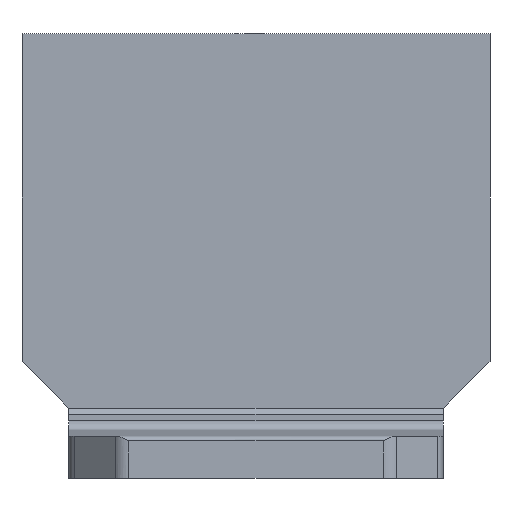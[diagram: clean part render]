
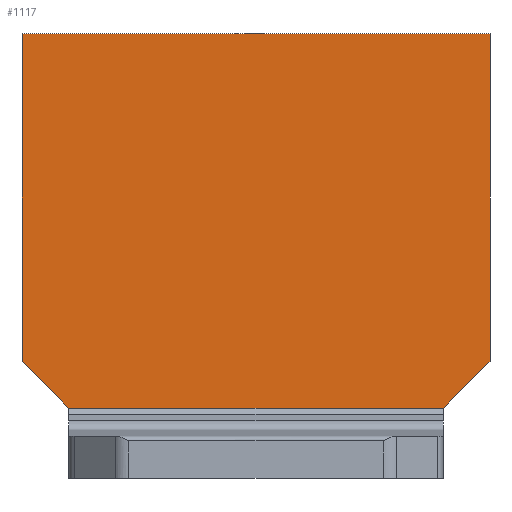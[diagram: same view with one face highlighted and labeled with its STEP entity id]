
A CAD part, front view. The second image highlights one B-rep face of the part: STEP entity #1117.
In plain terms, the highlighted planar face has unit normal (0, -1, 0).
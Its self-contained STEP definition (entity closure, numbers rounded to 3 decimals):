
#467=EDGE_CURVE('',#519,#809,#1278,.T.);
#515=EDGE_CURVE('',#593,#519,#1331,.T.);
#519=VERTEX_POINT('',#1335);
#579=EDGE_CURVE('',#659,#593,#1401,.T.);
#593=VERTEX_POINT('',#1415);
#651=EDGE_CURVE('',#697,#659,#1479,.T.);
#659=VERTEX_POINT('',#1488);
#697=VERTEX_POINT('',#1528);
#699=EDGE_CURVE('',#781,#697,#1530,.T.);
#775=EDGE_CURVE('',#809,#781,#1614,.T.);
#781=VERTEX_POINT('',#1621);
#809=VERTEX_POINT('',#1652);
#1117=ADVANCED_FACE('',(#2008),#2009,.T.);
#1278=LINE('',#2187,#2188);
#1331=LINE('',#2276,#2277);
#1335=CARTESIAN_POINT('',(200.0,-40.5,75.0));
#1401=LINE('',#2372,#2373);
#1415=CARTESIAN_POINT('',(250.0,-40.5,125.0));
#1479=LINE('',#2483,#2484);
#1488=CARTESIAN_POINT('',(250.0,-40.5,475.0));
#1528=CARTESIAN_POINT('',(-250.0,-40.5,475.0));
#1530=LINE('',#2556,#2557);
#1614=LINE('',#2687,#2688);
#1621=CARTESIAN_POINT('',(-250.0,-40.5,125.0));
#1652=CARTESIAN_POINT('',(-200.0,-40.5,75.0));
#2008=FACE_OUTER_BOUND('',#3213,.T.);
#2009=PLANE('',#3214);
#2187=CARTESIAN_POINT('',(200.0,-40.5,75.0));
#2188=VECTOR('',#3411,1.0);
#2276=CARTESIAN_POINT('',(200.0,-40.5,75.0));
#2277=VECTOR('',#3466,1.0);
#2372=CARTESIAN_POINT('',(250.0,-40.5,125.0));
#2373=VECTOR('',#3534,1.0);
#2483=CARTESIAN_POINT('',(250.0,-40.5,475.0));
#2484=VECTOR('',#3611,1.0);
#2556=CARTESIAN_POINT('',(-250.0,-40.5,475.0));
#2557=VECTOR('',#3654,1.0);
#2687=CARTESIAN_POINT('',(-250.0,-40.5,125.0));
#2688=VECTOR('',#3735,1.0);
#3213=EDGE_LOOP('',(#4268,#4269,#4270,#4271,#4272,#4273));
#3214=AXIS2_PLACEMENT_3D('',#4274,#4275,#4276);
#3411=DIRECTION('',(-1.0,0.0,0.0));
#3466=DIRECTION('',(-0.707,0.0,-0.707));
#3534=DIRECTION('',(0.0,0.0,-1.0));
#3611=DIRECTION('',(1.0,0.0,0.0));
#3654=DIRECTION('',(0.0,0.0,1.0));
#3735=DIRECTION('',(-0.707,0.0,0.707));
#4268=ORIENTED_EDGE('',*,*,#775,.F.);
#4269=ORIENTED_EDGE('',*,*,#467,.F.);
#4270=ORIENTED_EDGE('',*,*,#515,.F.);
#4271=ORIENTED_EDGE('',*,*,#579,.F.);
#4272=ORIENTED_EDGE('',*,*,#651,.F.);
#4273=ORIENTED_EDGE('',*,*,#699,.F.);
#4274=CARTESIAN_POINT('',(0.,-40.5,282.322));
#4275=DIRECTION('',(0.0,-1.0,0.0));
#4276=DIRECTION('',(1.0,0.0,0.0));
